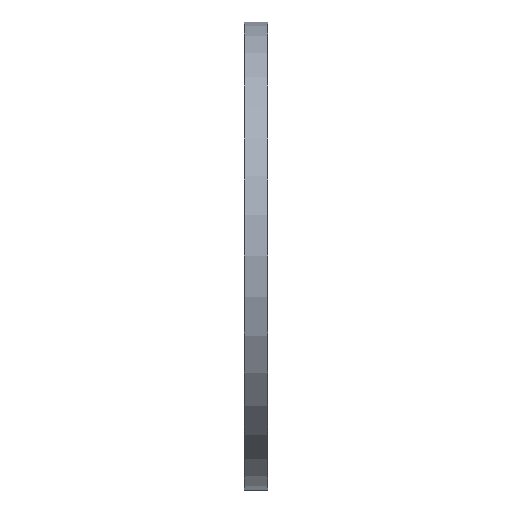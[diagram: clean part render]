
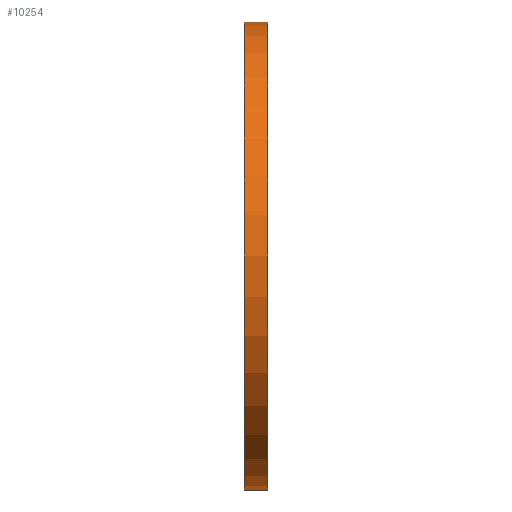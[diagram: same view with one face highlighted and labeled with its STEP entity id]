
A CAD part, left-side view. The second image highlights one B-rep face of the part: STEP entity #10254.
In plain terms, the highlighted cylindrical face has radius 60 mm (diameter 120 mm), a partial arc.
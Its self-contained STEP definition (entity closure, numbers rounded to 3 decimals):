
#628 = CARTESIAN_POINT ( 'NONE',  ( 0., 6., 0. ) ) ;
#691 = CARTESIAN_POINT ( 'NONE',  ( 0., 6., -60. ) ) ;
#1236 = ORIENTED_EDGE ( 'NONE', *, *, #7360, .F. ) ;
#1928 = CARTESIAN_POINT ( 'NONE',  ( 0., 6., -60. ) ) ;
#2157 = AXIS2_PLACEMENT_3D ( 'NONE', #628, #4260, #2487 ) ;
#2487 = DIRECTION ( 'NONE',  ( 0., 0., 1. ) ) ;
#2978 = LINE ( 'NONE', #1928, #4527 ) ;
#3341 = CARTESIAN_POINT ( 'NONE',  ( 0., 6., 60. ) ) ;
#3751 = DIRECTION ( 'NONE',  ( 0., -1., 0. ) ) ;
#3974 = VERTEX_POINT ( 'NONE', #6857 ) ;
#4037 = AXIS2_PLACEMENT_3D ( 'NONE', #8092, #9810, #7977 ) ;
#4260 = DIRECTION ( 'NONE',  ( 0., 1., 0. ) ) ;
#4295 = ORIENTED_EDGE ( 'NONE', *, *, #8881, .T. ) ;
#4506 = ORIENTED_EDGE ( 'NONE', *, *, #6169, .F. ) ;
#4520 = VERTEX_POINT ( 'NONE', #5355 ) ;
#4527 = VECTOR ( 'NONE', #3751, 1000. ) ;
#5183 = CIRCLE ( 'NONE', #4037, 60. ) ;
#5191 = CARTESIAN_POINT ( 'NONE',  ( 0., 6., 0. ) ) ;
#5294 = FACE_OUTER_BOUND ( 'NONE', #9457, .T. ) ;
#5324 = ORIENTED_EDGE ( 'NONE', *, *, #5936, .T. ) ;
#5355 = CARTESIAN_POINT ( 'NONE',  ( 0., 6., 60. ) ) ;
#5936 = EDGE_CURVE ( 'NONE', #9896, #11121, #2978, .T. ) ;
#6091 = DIRECTION ( 'NONE',  ( 0., 0., -1. ) ) ;
#6169 = EDGE_CURVE ( 'NONE', #9896, #4520, #8340, .T. ) ;
#6857 = CARTESIAN_POINT ( 'NONE',  ( 0., 0., 60. ) ) ;
#6880 = VECTOR ( 'NONE', #11417, 1000. ) ;
#7360 = EDGE_CURVE ( 'NONE', #4520, #3974, #7588, .T. ) ;
#7588 = LINE ( 'NONE', #3341, #6880 ) ;
#7977 = DIRECTION ( 'NONE',  ( 0., 0., 1. ) ) ;
#8092 = CARTESIAN_POINT ( 'NONE',  ( 0., 0., 0. ) ) ;
#8340 = CIRCLE ( 'NONE', #2157, 60. ) ;
#8818 = DIRECTION ( 'NONE',  ( 0., -1., 0. ) ) ;
#8881 = EDGE_CURVE ( 'NONE', #11121, #3974, #5183, .T. ) ;
#9239 = CARTESIAN_POINT ( 'NONE',  ( 0., 0., -60. ) ) ;
#9457 = EDGE_LOOP ( 'NONE', ( #1236, #4506, #5324, #4295 ) ) ;
#9810 = DIRECTION ( 'NONE',  ( 0., 1., 0. ) ) ;
#9896 = VERTEX_POINT ( 'NONE', #691 ) ;
#10254 = ADVANCED_FACE ( 'NONE', ( #5294 ), #10515, .T. ) ;
#10515 = CYLINDRICAL_SURFACE ( 'NONE', #11689, 60. ) ;
#11121 = VERTEX_POINT ( 'NONE', #9239 ) ;
#11417 = DIRECTION ( 'NONE',  ( 0., -1., 0. ) ) ;
#11689 = AXIS2_PLACEMENT_3D ( 'NONE', #5191, #8818, #6091 ) ;
